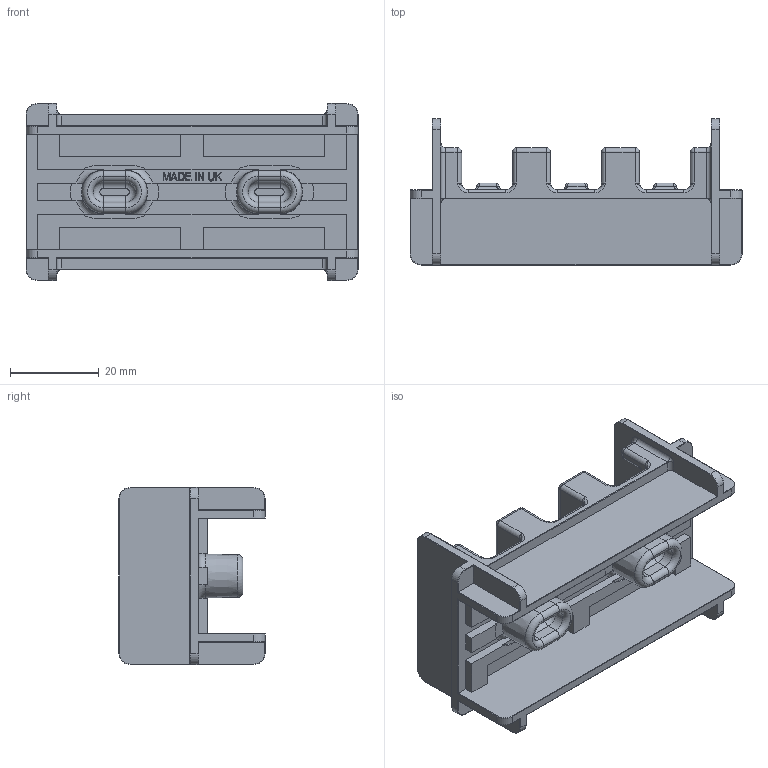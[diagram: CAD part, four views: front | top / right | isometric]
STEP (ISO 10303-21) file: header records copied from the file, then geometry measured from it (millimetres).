
FILE_DESCRIPTION (( 'STEP AP214' ), '1' );
FILE_NAME ('RSMI3-10.STEP', '2020-08-27T09:37:39', ( '' ), ( '' ), 'SwSTEP 2.0', 'SolidWorks 2017', '' );
FILE_SCHEMA (( 'AUTOMOTIVE_DESIGN' ));
Length unit declared in the file: millimetre
Products named in the file (1): RSMI3-10
Bounding box: 75 x 33 x 40 mm (x, y, z)
Volume: 21691.6 mm3; surface area: 18238.2 mm2
Topology: 1 solids, 1 shells, 1025 faces, 2525 edges, 1444 vertices
Faces by surface type: plane 419, cylinder 318, bspline 126, torus 118, sphere 40, cone 4
Entity records: 35561 total; most frequent: CARTESIAN_POINT 12769, ORIENTED_EDGE 4866, DIRECTION 4557, EDGE_CURVE 2433, AXIS2_PLACEMENT_3D 1538, VECTOR 1481, LINE 1481, VERTEX_POINT 1444
